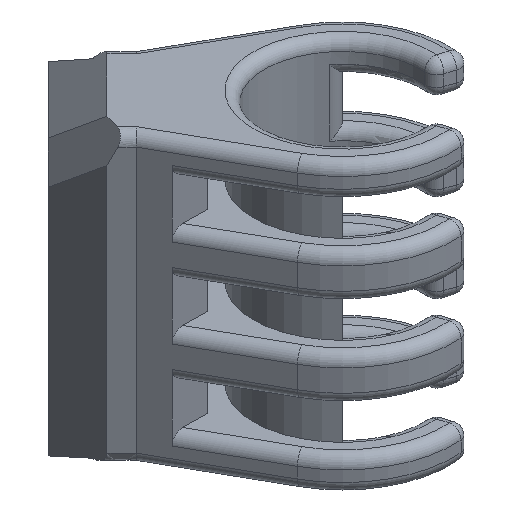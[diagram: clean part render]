
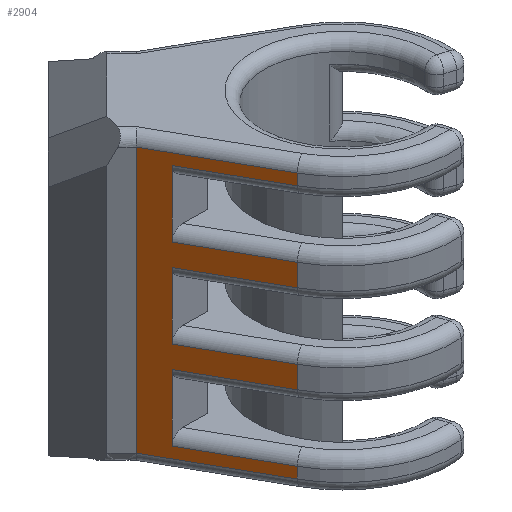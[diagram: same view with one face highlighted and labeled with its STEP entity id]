
A CAD part, left-side view. The second image highlights one B-rep face of the part: STEP entity #2904.
In plain terms, the highlighted planar face has unit normal (-0.824, 0.306, -0.476).
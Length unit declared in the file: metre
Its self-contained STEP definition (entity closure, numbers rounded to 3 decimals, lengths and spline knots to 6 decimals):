
#177=LINE('',#4743,#387);
#179=LINE('',#4752,#389);
#181=LINE('',#4761,#391);
#202=LINE('',#4805,#412);
#203=LINE('',#4808,#413);
#204=LINE('',#4809,#414);
#205=LINE('',#4811,#415);
#206=LINE('',#4813,#416);
#207=LINE('',#4815,#417);
#208=LINE('',#4817,#418);
#209=LINE('',#4819,#419);
#210=LINE('',#4821,#420);
#211=LINE('',#4822,#421);
#212=LINE('',#4824,#422);
#213=LINE('',#4826,#423);
#214=LINE('',#4827,#424);
#387=VECTOR('',#3661,1.);
#389=VECTOR('',#3669,1.);
#391=VECTOR('',#3677,1.);
#412=VECTOR('',#3710,1.);
#413=VECTOR('',#3711,1.);
#414=VECTOR('',#3712,1.);
#415=VECTOR('',#3713,1.);
#416=VECTOR('',#3714,1.);
#417=VECTOR('',#3715,1.);
#418=VECTOR('',#3716,1.);
#419=VECTOR('',#3717,1.);
#420=VECTOR('',#3718,1.);
#421=VECTOR('',#3719,1.);
#422=VECTOR('',#3720,1.);
#423=VECTOR('',#3721,1.);
#424=VECTOR('',#3722,1.);
#545=PLANE('',#3148);
#722=ORIENTED_EDGE('',*,*,#1616,.T.);
#723=ORIENTED_EDGE('',*,*,#1617,.T.);
#724=ORIENTED_EDGE('',*,*,#1589,.F.);
#725=ORIENTED_EDGE('',*,*,#1618,.T.);
#726=ORIENTED_EDGE('',*,*,#1619,.T.);
#727=ORIENTED_EDGE('',*,*,#1620,.T.);
#728=ORIENTED_EDGE('',*,*,#1621,.F.);
#729=ORIENTED_EDGE('',*,*,#1622,.T.);
#730=ORIENTED_EDGE('',*,*,#1623,.T.);
#731=ORIENTED_EDGE('',*,*,#1624,.T.);
#732=ORIENTED_EDGE('',*,*,#1585,.F.);
#733=ORIENTED_EDGE('',*,*,#1625,.T.);
#734=ORIENTED_EDGE('',*,*,#1626,.T.);
#735=ORIENTED_EDGE('',*,*,#1627,.T.);
#736=ORIENTED_EDGE('',*,*,#1593,.F.);
#737=ORIENTED_EDGE('',*,*,#1628,.T.);
#1585=EDGE_CURVE('',#2034,#2031,#177,.T.);
#1589=EDGE_CURVE('',#2038,#2035,#179,.T.);
#1593=EDGE_CURVE('',#2042,#2039,#181,.T.);
#1616=EDGE_CURVE('',#2060,#2061,#202,.T.);
#1617=EDGE_CURVE('',#2061,#2035,#203,.T.);
#1618=EDGE_CURVE('',#2038,#2062,#204,.T.);
#1619=EDGE_CURVE('',#2062,#2063,#205,.T.);
#1620=EDGE_CURVE('',#2063,#2064,#206,.F.);
#1621=EDGE_CURVE('',#2065,#2064,#207,.T.);
#1622=EDGE_CURVE('',#2065,#2066,#208,.T.);
#1623=EDGE_CURVE('',#2066,#2067,#209,.T.);
#1624=EDGE_CURVE('',#2067,#2031,#210,.T.);
#1625=EDGE_CURVE('',#2034,#2068,#211,.T.);
#1626=EDGE_CURVE('',#2068,#2069,#212,.T.);
#1627=EDGE_CURVE('',#2069,#2039,#213,.T.);
#1628=EDGE_CURVE('',#2042,#2060,#214,.T.);
#2031=VERTEX_POINT('',#4737);
#2034=VERTEX_POINT('',#4742);
#2035=VERTEX_POINT('',#4746);
#2038=VERTEX_POINT('',#4751);
#2039=VERTEX_POINT('',#4755);
#2042=VERTEX_POINT('',#4760);
#2060=VERTEX_POINT('',#4806);
#2061=VERTEX_POINT('',#4807);
#2062=VERTEX_POINT('',#4810);
#2063=VERTEX_POINT('',#4812);
#2064=VERTEX_POINT('',#4814);
#2065=VERTEX_POINT('',#4816);
#2066=VERTEX_POINT('',#4818);
#2067=VERTEX_POINT('',#4820);
#2068=VERTEX_POINT('',#4823);
#2069=VERTEX_POINT('',#4825);
#2427=EDGE_LOOP('',(#722,#723,#724,#725,#726,#727,#728,#729,#730,#731,#732,
#733,#734,#735,#736,#737));
#2630=FACE_BOUND('',#2427,.T.);
#2904=ADVANCED_FACE('',(#2630),#545,.T.);
#3148=AXIS2_PLACEMENT_3D('',#4804,#3708,#3709);
#3661=DIRECTION('',(0.5,0.,-0.866));
#3669=DIRECTION('',(0.5,0.,-0.866));
#3677=DIRECTION('',(0.5,0.,-0.866));
#3708=DIRECTION('',(-0.824,0.306,-0.476));
#3709=DIRECTION('',(-0.265,-0.952,-0.153));
#3710=DIRECTION('',(-0.5,0.,0.866));
#3711=DIRECTION('',(-0.265,-0.952,-0.153));
#3712=DIRECTION('',(0.265,0.952,0.153));
#3713=DIRECTION('',(0.5,0.,-0.866));
#3714=DIRECTION('',(0.265,0.952,0.153));
#3715=DIRECTION('',(0.5,0.,-0.866));
#3716=DIRECTION('',(0.265,0.952,0.153));
#3717=DIRECTION('',(-0.5,0.,0.866));
#3718=DIRECTION('',(-0.265,-0.952,-0.153));
#3719=DIRECTION('',(0.265,0.952,0.153));
#3720=DIRECTION('',(-0.5,0.,0.866));
#3721=DIRECTION('',(-0.265,-0.952,-0.153));
#3722=DIRECTION('',(0.265,0.952,0.153));
#4737=CARTESIAN_POINT('',(-0.051713,-0.032459,-0.00911));
#4742=CARTESIAN_POINT('',(-0.052713,-0.032459,-0.007378));
#4743=CARTESIAN_POINT('',(-0.060713,-0.032459,0.006478));
#4746=CARTESIAN_POINT('',(-0.059713,-0.032459,0.004746));
#4751=CARTESIAN_POINT('',(-0.060213,-0.032459,0.005612));
#4752=CARTESIAN_POINT('',(-0.060713,-0.032459,0.006478));
#4755=CARTESIAN_POINT('',(-0.055713,-0.032459,-0.002182));
#4760=CARTESIAN_POINT('',(-0.056713,-0.032459,-0.00045));
#4761=CARTESIAN_POINT('',(-0.060713,-0.032459,0.006478));
#4804=CARTESIAN_POINT('',(-0.059189,-0.026991,0.007358));
#4805=CARTESIAN_POINT('',(-0.05834,-0.023945,0.007848));
#4806=CARTESIAN_POINT('',(-0.05434,-0.023945,0.00092));
#4807=CARTESIAN_POINT('',(-0.05734,-0.023945,0.006116));
#4808=CARTESIAN_POINT('',(-0.059713,-0.032459,0.004746));
#4809=CARTESIAN_POINT('',(-0.058689,-0.026991,0.006492));
#4810=CARTESIAN_POINT('',(-0.057165,-0.021523,0.007372));
#4811=CARTESIAN_POINT('',(-0.057665,-0.021523,0.008238));
#4812=CARTESIAN_POINT('',(-0.045165,-0.021523,-0.013413));
#4813=CARTESIAN_POINT('',(-0.048213,-0.032459,-0.015173));
#4814=CARTESIAN_POINT('',(-0.048213,-0.032459,-0.015173));
#4815=CARTESIAN_POINT('',(-0.060713,-0.032459,0.006478));
#4816=CARTESIAN_POINT('',(-0.048713,-0.032459,-0.014307));
#4817=CARTESIAN_POINT('',(-0.047189,-0.026991,-0.013427));
#4818=CARTESIAN_POINT('',(-0.04634,-0.023945,-0.012937));
#4819=CARTESIAN_POINT('',(-0.05834,-0.023945,0.007848));
#4820=CARTESIAN_POINT('',(-0.04934,-0.023945,-0.00774));
#4821=CARTESIAN_POINT('',(-0.051713,-0.032459,-0.00911));
#4822=CARTESIAN_POINT('',(-0.051189,-0.026991,-0.006498));
#4823=CARTESIAN_POINT('',(-0.05034,-0.023945,-0.006008));
#4824=CARTESIAN_POINT('',(-0.05834,-0.023945,0.007848));
#4825=CARTESIAN_POINT('',(-0.05334,-0.023945,-0.000812));
#4826=CARTESIAN_POINT('',(-0.055713,-0.032459,-0.002182));
#4827=CARTESIAN_POINT('',(-0.055189,-0.026991,0.00043));
